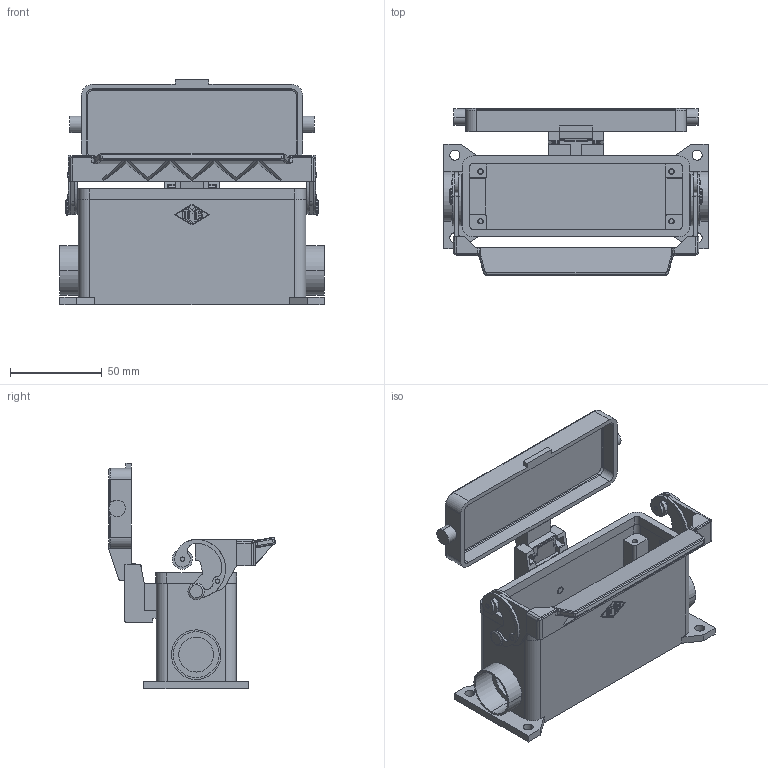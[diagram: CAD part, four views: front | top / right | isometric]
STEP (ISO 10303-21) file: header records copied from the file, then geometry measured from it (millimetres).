
FILE_DESCRIPTION((''),'2;1');
FILE_NAME('MMP 16 LS25.stp','2006-12-21T20:01:15',('gembarski'),(''),'Autodesk Inventor 7','Autodesk Inventor 7','');
FILE_SCHEMA(('AUTOMOTIVE_DESIGN { 1 0 10303 214 1 1 1 1 }'));
Length unit declared in the file: millimetre
Products named in the file (1): MMP 16 LS25
Bounding box: 144 x 90.95 x 122.7 mm (x, y, z)
Volume: 162102.2 mm3; surface area: 96457.4 mm2
Topology: 6 solids, 6 shells, 621 faces, 1656 edges, 1080 vertices
Faces by surface type: plane 276, cylinder 181, bspline 136, torus 16, cone 8, sphere 4
Entity records: 22521 total; most frequent: CARTESIAN_POINT 6868, ORIENTED_EDGE 3316, DIRECTION 3246, EDGE_CURVE 1658, AXIS2_PLACEMENT_3D 1130, VERTEX_POINT 1080, VECTOR 986, LINE 986
